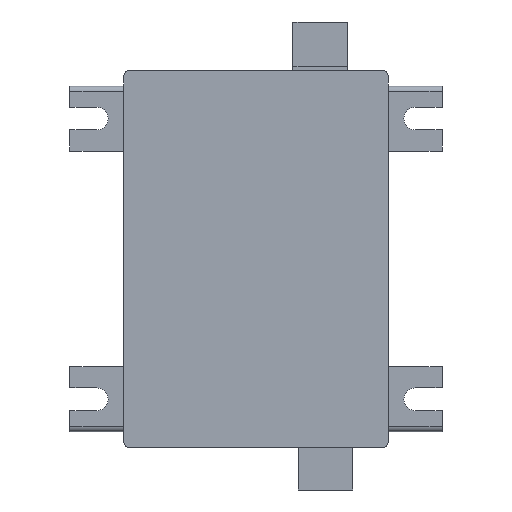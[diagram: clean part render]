
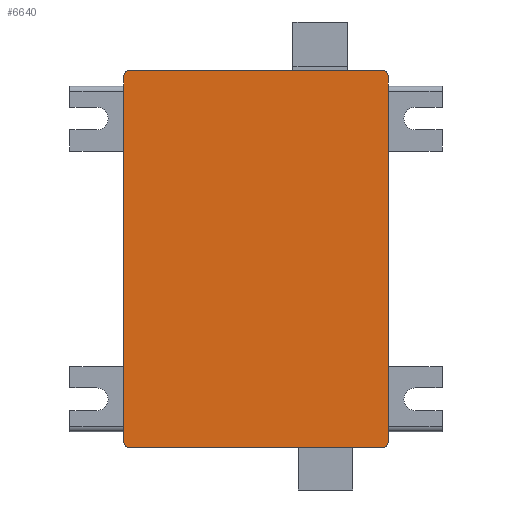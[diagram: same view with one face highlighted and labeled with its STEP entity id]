
A CAD part, front view. The second image highlights one B-rep face of the part: STEP entity #6640.
In plain terms, the highlighted planar face has unit normal (0, -1, 0).
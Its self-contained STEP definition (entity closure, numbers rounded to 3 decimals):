
#5965=CARTESIAN_POINT('',(48.,0.,1.2));
#5966=DIRECTION('',(0.,1.,0.));
#5967=DIRECTION('',(1.,0.,0.));
#5968=AXIS2_PLACEMENT_3D('',#5965,#5966,#5967);
#5970=DIRECTION('',(-1.,0.,0.));
#5971=VECTOR('',#5970,47.);
#5972=CARTESIAN_POINT('',(48.,0.,0.2));
#5973=LINE('',#5972,#5971);
#5974=CARTESIAN_POINT('',(1.,0.,1.2));
#5975=DIRECTION('',(0.,1.,0.));
#5976=DIRECTION('',(0.,0.,-1.));
#5977=AXIS2_PLACEMENT_3D('',#5974,#5975,#5976);
#5979=DIRECTION('',(0.,0.,1.));
#5980=VECTOR('',#5979,67.8);
#5981=CARTESIAN_POINT('',(0.,0.,1.2));
#5982=LINE('',#5981,#5980);
#5983=CARTESIAN_POINT('',(1.,0.,69.));
#5984=DIRECTION('',(0.,1.,0.));
#5985=DIRECTION('',(-1.,0.,0.));
#5986=AXIS2_PLACEMENT_3D('',#5983,#5984,#5985);
#5988=DIRECTION('',(1.,0.,0.));
#5989=VECTOR('',#5988,47.);
#5990=CARTESIAN_POINT('',(1.,0.,70.));
#5991=LINE('',#5990,#5989);
#5992=CARTESIAN_POINT('',(48.,0.,69.));
#5993=DIRECTION('',(0.,1.,0.));
#5994=DIRECTION('',(0.,0.,1.));
#5995=AXIS2_PLACEMENT_3D('',#5992,#5993,#5994);
#5997=DIRECTION('',(0.,0.,-1.));
#5998=VECTOR('',#5997,67.8);
#5999=CARTESIAN_POINT('',(49.,0.,69.));
#6000=LINE('',#5999,#5998);
#6360=CARTESIAN_POINT('',(48.,0.,0.2));
#6362=VERTEX_POINT('',#6360);
#6365=CARTESIAN_POINT('',(1.,0.,0.2));
#6366=VERTEX_POINT('',#6365);
#6385=CARTESIAN_POINT('',(49.,0.,1.2));
#6386=VERTEX_POINT('',#6385);
#6389=CARTESIAN_POINT('',(0.,0.,1.2));
#6390=VERTEX_POINT('',#6389);
#6391=CARTESIAN_POINT('',(0.,0.,69.));
#6392=VERTEX_POINT('',#6391);
#6393=CARTESIAN_POINT('',(1.,0.,70.));
#6394=VERTEX_POINT('',#6393);
#6395=CARTESIAN_POINT('',(48.,0.,70.));
#6396=VERTEX_POINT('',#6395);
#6397=CARTESIAN_POINT('',(49.,0.,69.));
#6398=VERTEX_POINT('',#6397);
#6619=CARTESIAN_POINT('',(1.,0.,1.));
#6620=DIRECTION('',(0.,1.,0.));
#6621=DIRECTION('',(0.,0.,1.));
#6622=AXIS2_PLACEMENT_3D('',#6619,#6620,#6621);
#6623=PLANE('',#6622);
#6624=ORIENTED_EDGE('',*,*,#6602,.T.);
#6625=ORIENTED_EDGE('',*,*,#6559,.T.);
#6627=ORIENTED_EDGE('',*,*,#6626,.T.);
#6629=ORIENTED_EDGE('',*,*,#6628,.T.);
#6631=ORIENTED_EDGE('',*,*,#6630,.T.);
#6633=ORIENTED_EDGE('',*,*,#6632,.T.);
#6635=ORIENTED_EDGE('',*,*,#6634,.T.);
#6637=ORIENTED_EDGE('',*,*,#6636,.T.);
#6638=EDGE_LOOP('',(#6624,#6625,#6627,#6629,#6631,#6633,#6635,#6637));
#6639=FACE_OUTER_BOUND('',#6638,.F.);
#5969=CIRCLE('',#5968,1.);
#5978=CIRCLE('',#5977,1.);
#5987=CIRCLE('',#5986,1.);
#5996=CIRCLE('',#5995,1.);
#6559=EDGE_CURVE('',#6362,#6366,#5973,.T.);
#6602=EDGE_CURVE('',#6386,#6362,#5969,.T.);
#6626=EDGE_CURVE('',#6366,#6390,#5978,.T.);
#6628=EDGE_CURVE('',#6390,#6392,#5982,.T.);
#6630=EDGE_CURVE('',#6392,#6394,#5987,.T.);
#6632=EDGE_CURVE('',#6394,#6396,#5991,.T.);
#6634=EDGE_CURVE('',#6396,#6398,#5996,.T.);
#6636=EDGE_CURVE('',#6398,#6386,#6000,.T.);
#6640=ADVANCED_FACE('',(#6639),#6623,.F.);
